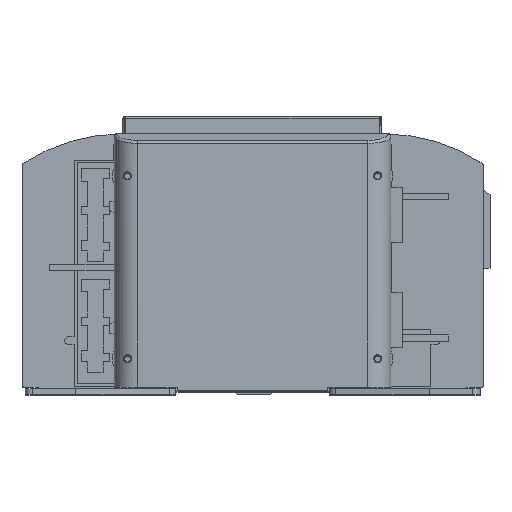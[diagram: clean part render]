
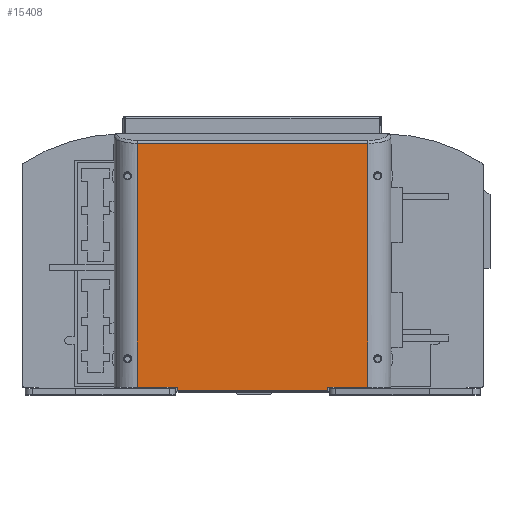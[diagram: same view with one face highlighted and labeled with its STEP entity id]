
A CAD part, top view. The second image highlights one B-rep face of the part: STEP entity #15408.
In plain terms, the highlighted face is planar.
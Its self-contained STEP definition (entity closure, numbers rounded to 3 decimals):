
#14562=DIRECTION('',(0.,-1.,0.));
#14563=VECTOR('',#14562,158.673);
#14564=CARTESIAN_POINT('',(16.,80.673,75.));
#14565=LINE('',#14564,#14563);
#14566=DIRECTION('',(0.,0.,1.));
#14567=VECTOR('',#14566,150.);
#14568=CARTESIAN_POINT('',(16.,80.673,-75.));
#14569=LINE('',#14568,#14567);
#14570=DIRECTION('',(0.,1.,0.));
#14571=VECTOR('',#14570,158.673);
#14572=CARTESIAN_POINT('',(16.,-78.,-75.));
#14573=LINE('',#14572,#14571);
#14574=DIRECTION('',(0.,0.,-1.));
#14575=VECTOR('',#14574,26.);
#14576=CARTESIAN_POINT('',(16.,-78.,-49.));
#14577=LINE('',#14576,#14575);
#14578=DIRECTION('',(0.,1.,0.));
#14579=VECTOR('',#14578,2.);
#14580=CARTESIAN_POINT('',(16.,-80.,-49.));
#14581=LINE('',#14580,#14579);
#14582=DIRECTION('',(0.,0.,-1.));
#14583=VECTOR('',#14582,98.);
#14584=CARTESIAN_POINT('',(16.,-80.,49.));
#14585=LINE('',#14584,#14583);
#14586=DIRECTION('',(0.,-1.,0.));
#14587=VECTOR('',#14586,2.);
#14588=CARTESIAN_POINT('',(16.,-78.,49.));
#14589=LINE('',#14588,#14587);
#14590=DIRECTION('',(0.,0.,-1.));
#14591=VECTOR('',#14590,26.);
#14592=CARTESIAN_POINT('',(16.,-78.,75.));
#14593=LINE('',#14592,#14591);
#15233=CARTESIAN_POINT('',(16.,-78.,49.));
#15234=CARTESIAN_POINT('',(16.,-80.,49.));
#15235=VERTEX_POINT('',#15233);
#15236=VERTEX_POINT('',#15234);
#15237=CARTESIAN_POINT('',(16.,-80.,-49.));
#15238=VERTEX_POINT('',#15237);
#15239=CARTESIAN_POINT('',(16.,-78.,-49.));
#15240=VERTEX_POINT('',#15239);
#15247=CARTESIAN_POINT('',(16.,-78.,75.));
#15249=VERTEX_POINT('',#15247);
#15253=CARTESIAN_POINT('',(16.,80.673,75.));
#15254=VERTEX_POINT('',#15253);
#15262=CARTESIAN_POINT('',(16.,-78.,-75.));
#15263=VERTEX_POINT('',#15262);
#15264=CARTESIAN_POINT('',(16.,80.673,-75.));
#15265=VERTEX_POINT('',#15264);
#15387=CARTESIAN_POINT('',(16.,0.,0.));
#15388=DIRECTION('',(1.,0.,0.));
#15389=DIRECTION('',(0.,0.,-1.));
#15390=AXIS2_PLACEMENT_3D('',#15387,#15388,#15389);
#15391=PLANE('',#15390);
#15392=ORIENTED_EDGE('',*,*,#15355,.F.);
#15394=ORIENTED_EDGE('',*,*,#15393,.F.);
#15396=ORIENTED_EDGE('',*,*,#15395,.F.);
#15398=ORIENTED_EDGE('',*,*,#15397,.F.);
#15400=ORIENTED_EDGE('',*,*,#15399,.F.);
#15402=ORIENTED_EDGE('',*,*,#15401,.F.);
#15404=ORIENTED_EDGE('',*,*,#15403,.F.);
#15405=ORIENTED_EDGE('',*,*,#15377,.F.);
#15406=EDGE_LOOP('',(#15392,#15394,#15396,#15398,#15400,#15402,#15404,#15405));
#15407=FACE_OUTER_BOUND('',#15406,.F.);
#15355=EDGE_CURVE('',#15254,#15249,#14565,.T.);
#15377=EDGE_CURVE('',#15249,#15235,#14593,.T.);
#15393=EDGE_CURVE('',#15265,#15254,#14569,.T.);
#15395=EDGE_CURVE('',#15263,#15265,#14573,.T.);
#15397=EDGE_CURVE('',#15240,#15263,#14577,.T.);
#15399=EDGE_CURVE('',#15238,#15240,#14581,.T.);
#15401=EDGE_CURVE('',#15236,#15238,#14585,.T.);
#15403=EDGE_CURVE('',#15235,#15236,#14589,.T.);
#15408=ADVANCED_FACE('',(#15407),#15391,.T.);
